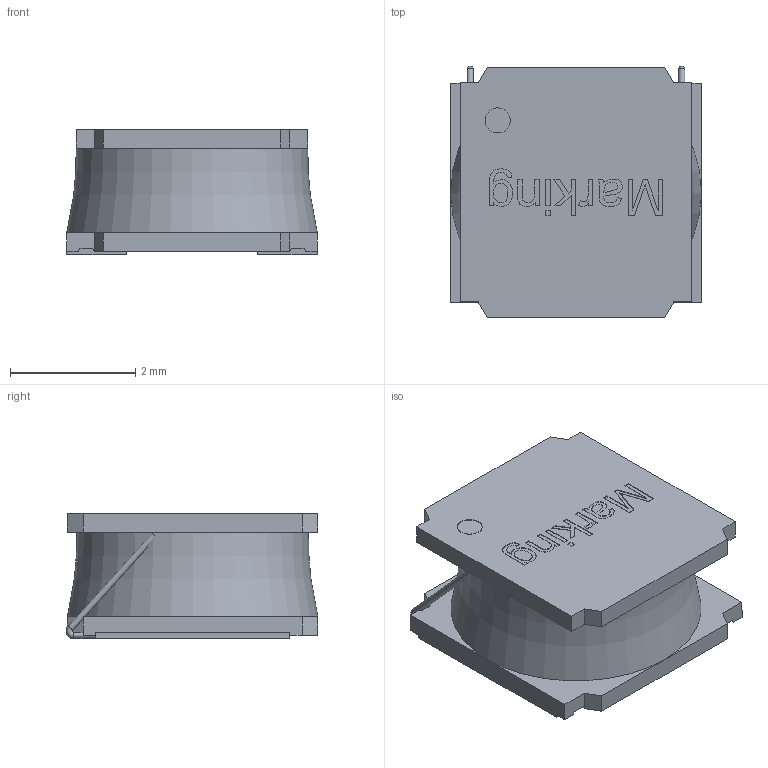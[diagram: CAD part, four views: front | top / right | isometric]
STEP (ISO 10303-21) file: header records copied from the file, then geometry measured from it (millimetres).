
FILE_DESCRIPTION(/* description */ ('Unknown'),/* implementation_level */ '2;1');
FILE_NAME(/* name */ 'L_Wurth_WE-LQSH-4020',/* time_stamp */ '2022-03-08T10:45:33+08:00',/* author */ ('Unknown'),/* organization */ ('Unknown'),/* preprocessor_version */ 'ST-DEVELOPER v16.7',/* originating_system */ 'Solid Edge',/* authorisation */ 'Unknown');
FILE_SCHEMA (('AUTOMOTIVE_DESIGN {1 0 10303 214 3 1 1}'));
Length unit declared in the file: millimetre
Products named in the file (2): L_Wurth_WE-LQSH-4020
Assembly tree (1 placements, depth 2):
  L_Wurth_WE-LQSH-4020
    L_Wurth_WE-LQSH-4020
Bounding box: 4 x 4.02 x 2 mm (x, y, z)
Volume: 24.6 mm3; surface area: 130.6 mm2
Topology: 6 solids, 6 shells, 161 faces, 397 edges, 261 vertices
Faces by surface type: plane 129, cylinder 16, bspline 13, torus 3
Full cylindrical faces by diameter (mm): 0.1 x4, 0.4 x1, 2 x2
Entity records: 6229 total; most frequent: CARTESIAN_POINT 1428, ORIENTED_EDGE 770, DIRECTION 692, EDGE_CURVE 385, LINE 324, VECTOR 324, VERTEX_POINT 260, EDGE_LOOP 187
